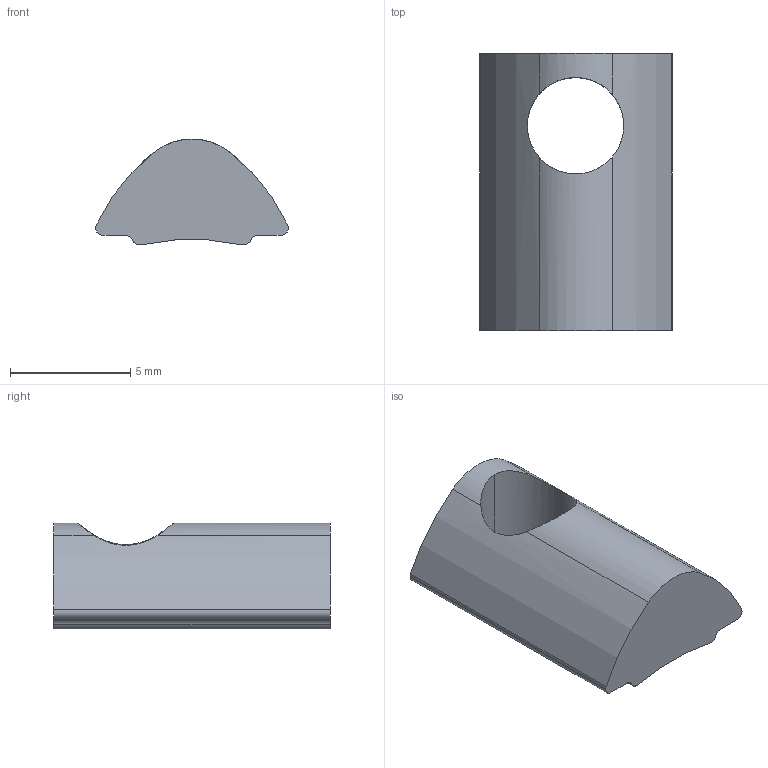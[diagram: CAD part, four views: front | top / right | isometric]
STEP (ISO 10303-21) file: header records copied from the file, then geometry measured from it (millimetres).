
FILE_DESCRIPTION(('STEP AP214'),'1');
FILE_NAME('cctmp_59327E12-1996-49CD-82D8-933403854EC0_2022_06_28_18_27_06_0683..stp','2022-06-28T16:27:06',('item Industrietechnik GmbH'),('CADClick - www.CADClick.com'),'Spatial InterOp 3D',' ','unknown authorization');
FILE_SCHEMA(('AUTOMOTIVE_DESIGN'));
Length unit declared in the file: millimetre
Products named in the file (1): item_0037006_Wpust przesuwny 5 St M4
Bounding box: 8 x 11.5 x 4.4 mm (x, y, z)
Volume: 223.5 mm3; surface area: 301.2 mm2
Topology: 1 solids, 1 shells, 19 faces, 55 edges, 37 vertices
Faces by surface type: cylinder 13, plane 6
Entity records: 984 total; most frequent: CARTESIAN_POINT 297, ORIENTED_EDGE 110, DIRECTION 106, EDGE_CURVE 55, AXIS2_PLACEMENT_3D 40, VERTEX_POINT 37, LINE 26, VECTOR 26
